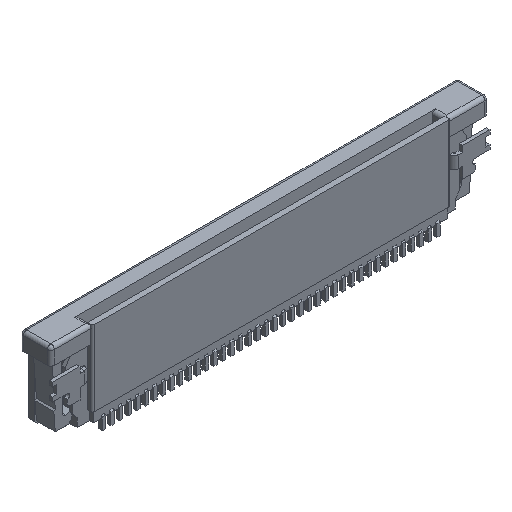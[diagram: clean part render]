
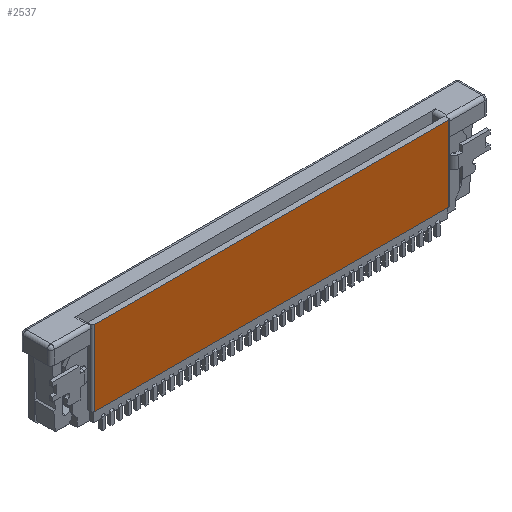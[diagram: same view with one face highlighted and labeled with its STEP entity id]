
A CAD part, isometric view. The second image highlights one B-rep face of the part: STEP entity #2537.
In plain terms, the highlighted planar face has unit normal (0, -1, 0).
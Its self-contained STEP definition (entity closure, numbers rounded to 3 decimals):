
#107 = CARTESIAN_POINT ( 'NONE',  ( 0., 0., -1.6 ) ) ;
#109 = CARTESIAN_POINT ( 'NONE',  ( -10.325, 0., 2.8 ) ) ;
#173 = EDGE_CURVE ( 'NONE', #3703, #5563, #928, .T. ) ;
#501 = ORIENTED_EDGE ( 'NONE', *, *, #3751, .F. ) ;
#706 = FACE_OUTER_BOUND ( 'NONE', #1735, .T. ) ;
#712 = CARTESIAN_POINT ( 'NONE',  ( -10.325, 0., 2.8 ) ) ;
#928 = LINE ( 'NONE', #712, #1952 ) ;
#1052 = VERTEX_POINT ( 'NONE', #2250 ) ;
#1190 = CARTESIAN_POINT ( 'NONE',  ( -10.325, 0., -1.6 ) ) ;
#1368 = EDGE_CURVE ( 'NONE', #1052, #3703, #4483, .T. ) ;
#1381 = VECTOR ( 'NONE', #4690, 1000. ) ;
#1532 = CARTESIAN_POINT ( 'NONE',  ( 10.325, 0., 2.8 ) ) ;
#1682 = CARTESIAN_POINT ( 'NONE',  ( 10.325, 0., 1.3 ) ) ;
#1735 = EDGE_LOOP ( 'NONE', ( #5614, #4260, #3500, #501 ) ) ;
#1891 = PLANE ( 'NONE',  #2498 ) ;
#1952 = VECTOR ( 'NONE', #2084, 1000. ) ;
#2084 = DIRECTION ( 'NONE',  ( -1., 0., 0. ) ) ;
#2123 = DIRECTION ( 'NONE',  ( 0., 0., 1. ) ) ;
#2250 = CARTESIAN_POINT ( 'NONE',  ( 10.325, 0., -1.6 ) ) ;
#2437 = VECTOR ( 'NONE', #2123, 1000. ) ;
#2498 = AXIS2_PLACEMENT_3D ( 'NONE', #3254, #5420, #5019 ) ;
#2537 = ADVANCED_FACE ( 'NONE', ( #706 ), #1891, .T. ) ;
#3254 = CARTESIAN_POINT ( 'NONE',  ( 0., 0., 0. ) ) ;
#3413 = VERTEX_POINT ( 'NONE', #1190 ) ;
#3500 = ORIENTED_EDGE ( 'NONE', *, *, #173, .T. ) ;
#3595 = EDGE_CURVE ( 'NONE', #1052, #3413, #4116, .T. ) ;
#3703 = VERTEX_POINT ( 'NONE', #1532 ) ;
#3751 = EDGE_CURVE ( 'NONE', #3413, #5563, #5221, .T. ) ;
#4116 = LINE ( 'NONE', #107, #1381 ) ;
#4170 = VECTOR ( 'NONE', #5225, 1000. ) ;
#4260 = ORIENTED_EDGE ( 'NONE', *, *, #1368, .T. ) ;
#4483 = LINE ( 'NONE', #1682, #2437 ) ;
#4690 = DIRECTION ( 'NONE',  ( -1., 0., 0. ) ) ;
#5019 = DIRECTION ( 'NONE',  ( 0., 0., -1. ) ) ;
#5221 = LINE ( 'NONE', #5524, #4170 ) ;
#5225 = DIRECTION ( 'NONE',  ( 0., 0., 1. ) ) ;
#5420 = DIRECTION ( 'NONE',  ( 0., -1., 0. ) ) ;
#5524 = CARTESIAN_POINT ( 'NONE',  ( -10.325, 0., 1.3 ) ) ;
#5563 = VERTEX_POINT ( 'NONE', #109 ) ;
#5614 = ORIENTED_EDGE ( 'NONE', *, *, #3595, .F. ) ;
